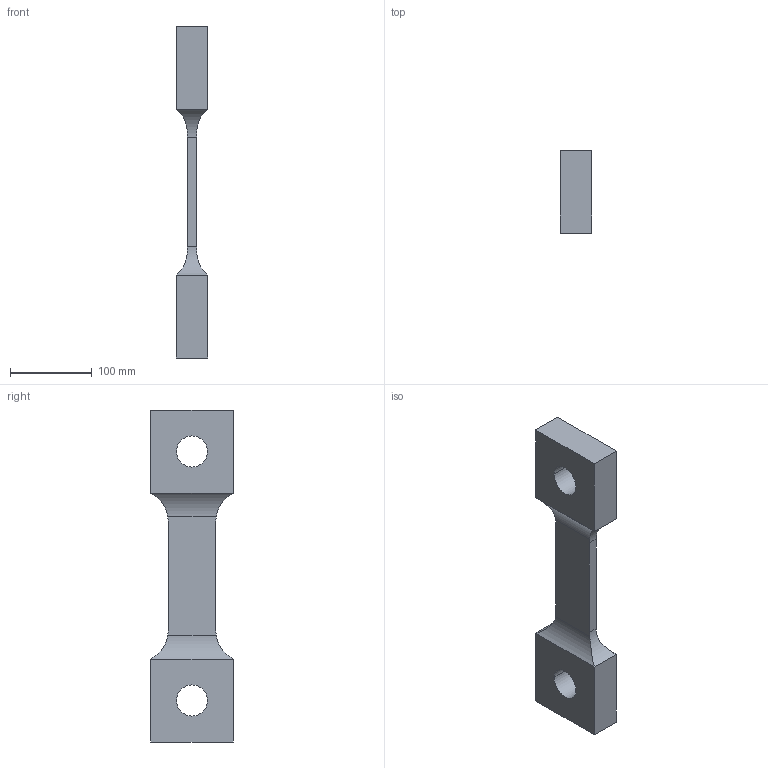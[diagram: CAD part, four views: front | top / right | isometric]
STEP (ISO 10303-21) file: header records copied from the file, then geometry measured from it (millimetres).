
FILE_DESCRIPTION(('CATIA V5 STEP Exchange'),'2;1');
FILE_NAME('Abaqus Basic Training_Sample_02.stp','2012-01-21T02:35:57+00:00',('none'),('none'),'CATIA Version 5 Release 18 SP 7 (IN-10)','CATIA V5 STEP AP203','none');
FILE_SCHEMA(('CONFIG_CONTROL_DESIGN'));
Length unit declared in the file: millimetre
Products named in the file (1): Part1
Bounding box: 38.1 x 101.6 x 406.4 mm (x, y, z)
Volume: 887376.1 mm3; surface area: 102427.8 mm2
Topology: 1 solids, 1 shells, 26 faces, 64 edges, 40 vertices
Faces by surface type: plane 14, cylinder 12
Entity records: 836 total; most frequent: CARTESIAN_POINT 213, ORIENTED_EDGE 128, DIRECTION 96, EDGE_CURVE 64, VECTOR 40, LINE 40, VERTEX_POINT 40, AXIS2_PLACEMENT_3D 37
